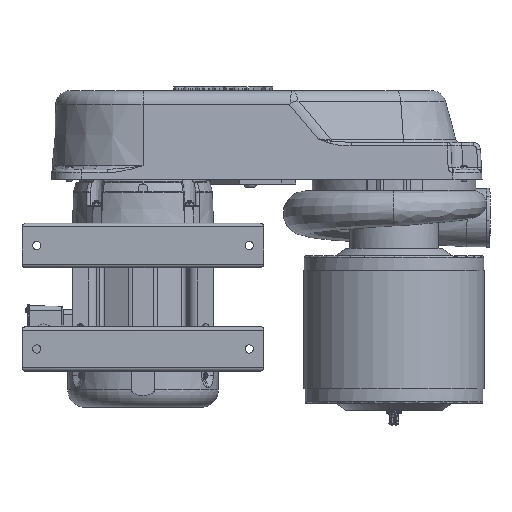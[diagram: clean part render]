
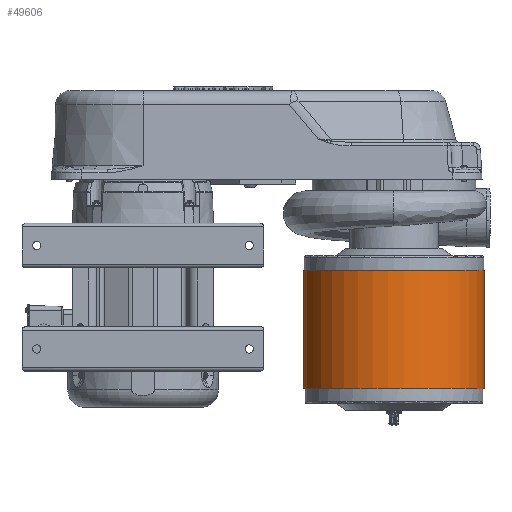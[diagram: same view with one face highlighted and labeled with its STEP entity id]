
A CAD part, front view. The second image highlights one B-rep face of the part: STEP entity #49606.
In plain terms, the highlighted cylindrical face has radius 155.448 mm (diameter 310.896 mm), a full revolution.
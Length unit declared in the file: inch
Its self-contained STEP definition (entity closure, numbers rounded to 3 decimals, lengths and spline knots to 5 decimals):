
#11201=FACE_BOUND('',#15238,.T.);
#12058=FACE_OUTER_BOUND('',#15237,.T.);
#15237=EDGE_LOOP('',(#35513));
#15238=EDGE_LOOP('',(#35514));
#18515=CIRCLE('',#53058,6.12);
#18517=CIRCLE('',#53061,6.12);
#21417=VERTEX_POINT('',#82188);
#21419=VERTEX_POINT('',#82193);
#26781=EDGE_CURVE('',#21417,#21417,#18515,.T.);
#26783=EDGE_CURVE('',#21419,#21419,#18517,.T.);
#35513=ORIENTED_EDGE('',*,*,#26783,.F.);
#35514=ORIENTED_EDGE('',*,*,#26781,.F.);
#48318=CYLINDRICAL_SURFACE('',#53060,6.12);
#49606=ADVANCED_FACE('',(#12058,#11201),#48318,.T.);
#53058=AXIS2_PLACEMENT_3D('',#82189,#59881,#59882);
#53060=AXIS2_PLACEMENT_3D('',#82192,#59885,#59886);
#53061=AXIS2_PLACEMENT_3D('',#82194,#59887,#59888);
#59881=DIRECTION('center_axis',(0.,0.,
1.));
#59882=DIRECTION('ref_axis',(0.895,0.446,0.));
#59885=DIRECTION('center_axis',(0.,0.,
-1.));
#59886=DIRECTION('ref_axis',(0.895,0.446,0.));
#59887=DIRECTION('center_axis',(0.,0.,
-1.));
#59888=DIRECTION('ref_axis',(0.895,0.446,0.));
#82188=CARTESIAN_POINT('',(-6.69272,2.75385,33.48844));
#82189=CARTESIAN_POINT('Origin',(-1.21494,5.48302,33.48844));
#82192=CARTESIAN_POINT('Origin',(-1.21494,5.48302,33.48844));
#82193=CARTESIAN_POINT('',(-6.69272,2.75385,25.48844));
#82194=CARTESIAN_POINT('Origin',(-1.21494,5.48302,25.48844));
